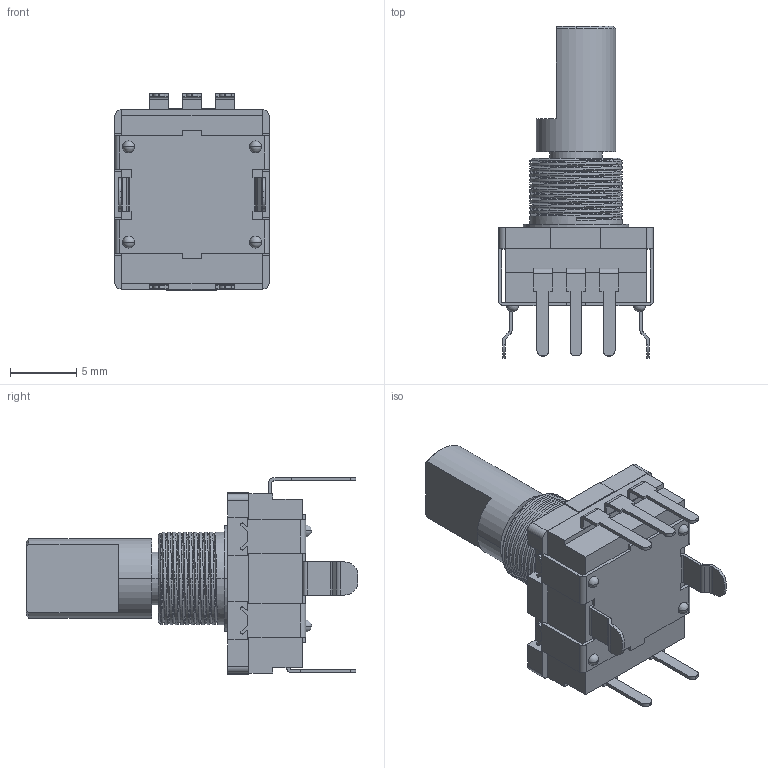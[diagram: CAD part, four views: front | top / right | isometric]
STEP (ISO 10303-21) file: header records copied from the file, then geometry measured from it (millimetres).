
FILE_DESCRIPTION (( 'STEP AP214' ), '1' );
FILE_NAME ('en11-hsm1af15.STEP', '2019-09-30T13:30:03', ( '' ), ( '' ), 'SwSTEP 2.0', 'SolidWorks 2018', '' );
FILE_SCHEMA (( 'AUTOMOTIVE_DESIGN' ));
Length unit declared in the file: inch
Products named in the file (1): en11-hsm1af15
Bounding box: 11.7 x 25.1 x 14.88 mm (x, y, z)
Volume: 1287.8 mm3; surface area: 1706.9 mm2
Topology: 3 solids, 3 shells, 291 faces, 845 edges, 558 vertices
Faces by surface type: plane 178, cylinder 93, sphere 8, cone 6, bspline 6
Entity records: 15736 total; most frequent: CARTESIAN_POINT 4265, ORIENTED_EDGE 1658, DIRECTION 1506, EDGE_CURVE 829, LINE 602, VECTOR 602, VERTEX_POINT 550, AXIS2_PLACEMENT_3D 452
